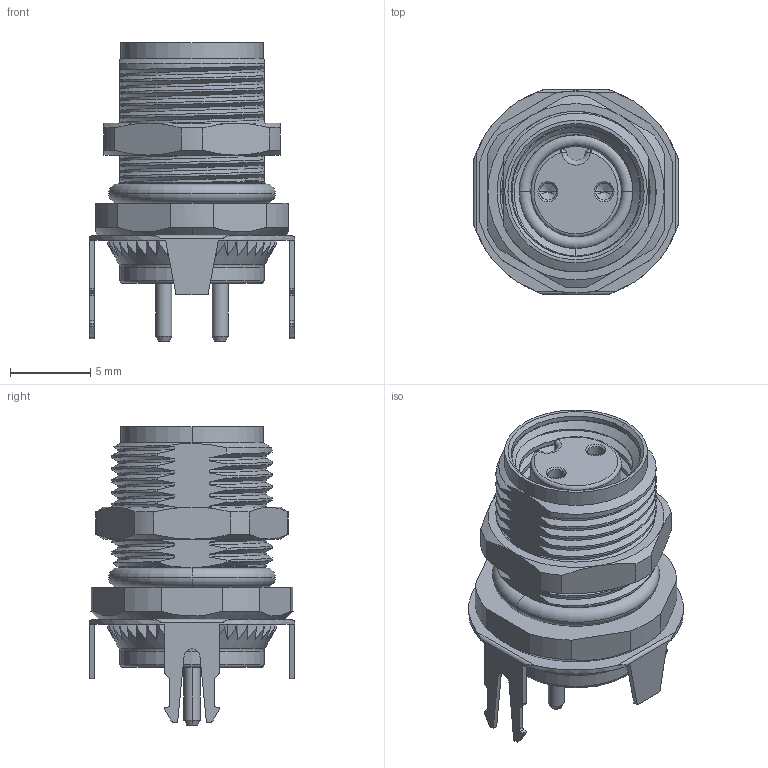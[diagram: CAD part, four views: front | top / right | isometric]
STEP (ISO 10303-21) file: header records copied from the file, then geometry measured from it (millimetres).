
FILE_DESCRIPTION((''),'2;1');
FILE_NAME('3P-K133332_2','2025-09-08T',('gongcheng16'),(''),'PRO/ENGINEER BY PARAMETRIC TECHNOLOGY CORPORATION, 2010280','PRO/ENGINEER BY PARAMETRIC TECHNOLOGY CORPORATION, 2010280','');
FILE_SCHEMA(('CONFIG_CONTROL_DESIGN'));
Products named in the file (1): 3P-K133332_2
Bounding box: 12.8 x 12.8 x 18.6 mm (x, y, z)
Volume: 260.6 mm3; surface area: 11424.6 mm2
Topology: 1 solids, 79 shells, 2199 faces, 7617 edges, 5452 vertices
Faces by surface type: plane 708, bspline 579, cylinder 569, cone 271, torus 72
Entity records: 241085 total; most frequent: CARTESIAN_POINT 181706, ORIENTED_EDGE 13070, DIRECTION 10010, EDGE_CURVE 7613, VERTEX_POINT 5452, AXIS2_PLACEMENT_3D 3483, VECTOR 3044, LINE 3044
